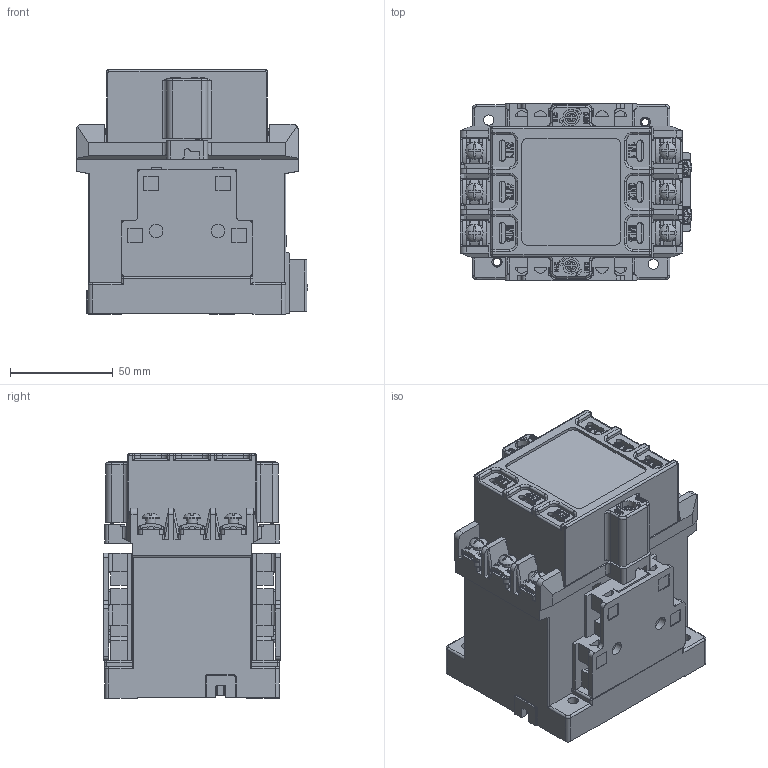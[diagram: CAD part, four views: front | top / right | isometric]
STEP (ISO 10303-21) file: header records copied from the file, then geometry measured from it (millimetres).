
FILE_DESCRIPTION((''),'2;1');
FILE_NAME('2-400-063-2012_SW0001','2022-04-25T20:24:50',('zyongj'),(''),'CREO PARAMETRIC BY PTC INC, 2020044','CREO PARAMETRIC BY PTC INC, 2020044','');
FILE_SCHEMA(('CONFIG_CONTROL_DESIGN','SHAPE_APPEARANCE_LAYERS_GROUPS'));
Products named in the file (1): 2-400-063-2012_SW0001
Bounding box: 112.75 x 86 x 119 mm (x, y, z)
Volume: 524916.6 mm3; surface area: 192302.1 mm2
Topology: 9 solids, 9 shells, 6761 faces, 18286 edges, 11893 vertices
Faces by surface type: plane 4923, cylinder 1151, extrusion 354, torus 184, bspline 75, sphere 54, cone 20
Entity records: 250027 total; most frequent: CARTESIAN_POINT 57323, ORIENTED_EDGE 36548, DIRECTION 31315, EDGE_CURVE 18274, VECTOR 14487, LINE 14133, VERTEX_POINT 11893, AXIS2_PLACEMENT_3D 8414
